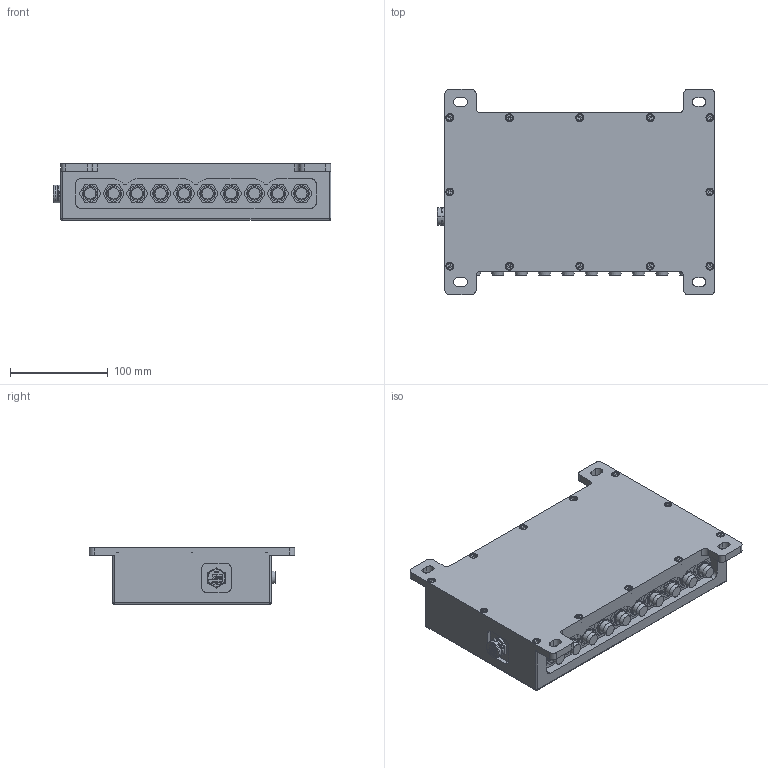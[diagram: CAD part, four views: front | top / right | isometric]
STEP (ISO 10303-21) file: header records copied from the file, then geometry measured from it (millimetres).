
FILE_DESCRIPTION((''),'2;1');
FILE_NAME('RPC COMPACT 71.stp','2014-05-14T08:43:49',('PC107_User'),(''),'Autodesk Inventor 2013','Autodesk Inventor 2013','');
FILE_SCHEMA(('AUTOMOTIVE_DESIGN { 1 0 10303 214 1 1 1 1 }'));
Length unit declared in the file: millimetre
Products named in the file (1): RPC-SL71G16-A101E
Bounding box: 283.76 x 210 x 58 mm (x, y, z)
Volume: 1203622.9 mm3; surface area: 287543.5 mm2
Topology: 2 solids, 47 shells, 1722 faces, 4409 edges, 2858 vertices
Faces by surface type: plane 914, cylinder 577, torus 109, cone 90, bspline 28, sphere 4
Full cylindrical faces by diameter (mm): 2.459 x8, 3.242 x12, 4 x12, 4.3 x12, 7 x12, 8 x12, 9 x1, 9.5 x1, 9.9 x1, 10.15 x2, 10.376 x2, 12.5 x1, 12.6 x1, 13.446 x10, 14 x10, 15.1 x1, 16.48 x1
Entity records: 52398 total; most frequent: CARTESIAN_POINT 10727, DIRECTION 8658, ORIENTED_EDGE 8162, EDGE_CURVE 4081, AXIS2_PLACEMENT_3D 3084, VERTEX_POINT 2745, VECTOR 2490, LINE 2490
